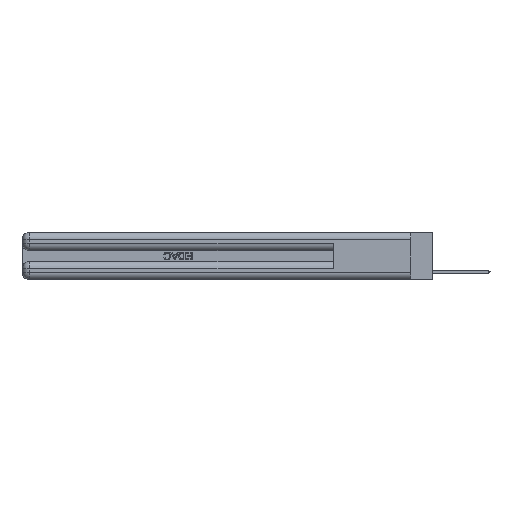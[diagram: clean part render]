
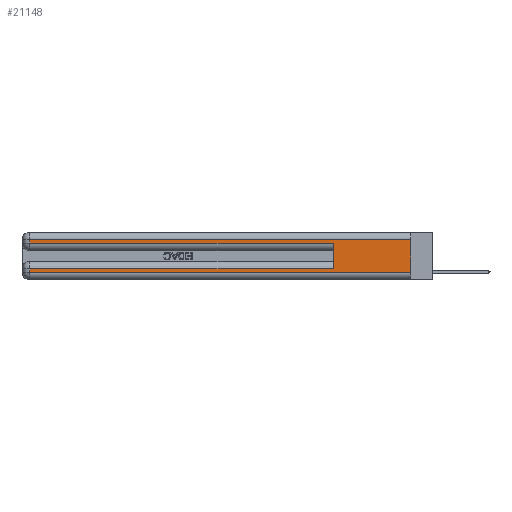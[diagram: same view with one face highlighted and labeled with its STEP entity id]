
A CAD part, left-side view. The second image highlights one B-rep face of the part: STEP entity #21148.
In plain terms, the highlighted planar face has unit normal (-1, 0, 0).
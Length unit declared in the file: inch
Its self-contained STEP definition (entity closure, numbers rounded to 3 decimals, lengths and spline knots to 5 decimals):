
#199 = DIRECTION ( 'NONE',  ( 0., -1., 0. ) ) ;
#645 = LINE ( 'NONE', #18750, #30063 ) ;
#704 = CARTESIAN_POINT ( 'NONE',  ( 0., 0., 0.06 ) ) ;
#2369 = VECTOR ( 'NONE', #26436, 39.37008 ) ;
#2405 = VECTOR ( 'NONE', #28399, 39.37008 ) ;
#3217 = CARTESIAN_POINT ( 'NONE',  ( 0., 0., 0.085 ) ) ;
#3512 = CARTESIAN_POINT ( 'NONE',  ( 0., 2.94, 0.31 ) ) ;
#3654 = DIRECTION ( 'NONE',  ( 0., -1., 0. ) ) ;
#4243 = CARTESIAN_POINT ( 'NONE',  ( 0., 0.6, 0.285 ) ) ;
#4608 = VERTEX_POINT ( 'NONE', #18502 ) ;
#5102 = LINE ( 'NONE', #3217, #23484 ) ;
#5775 = EDGE_CURVE ( 'NONE', #25354, #9451, #23998, .T. ) ;
#6067 = DIRECTION ( 'NONE',  ( 0., 1., 0. ) ) ;
#6582 = CARTESIAN_POINT ( 'NONE',  ( 0., 0., 0.06 ) ) ;
#7564 = DIRECTION ( 'NONE',  ( 0., 0., -1. ) ) ;
#7949 = CARTESIAN_POINT ( 'NONE',  ( 0., 2.94, 0.06 ) ) ;
#8286 = LINE ( 'NONE', #22888, #20570 ) ;
#8643 = CARTESIAN_POINT ( 'NONE',  ( 0., 2.94, 0.285 ) ) ;
#9325 = VERTEX_POINT ( 'NONE', #27997 ) ;
#9451 = VERTEX_POINT ( 'NONE', #704 ) ;
#9605 = ORIENTED_EDGE ( 'NONE', *, *, #24208, .T. ) ;
#9734 = LINE ( 'NONE', #20494, #22848 ) ;
#10075 = LINE ( 'NONE', #6582, #26821 ) ;
#11076 = ORIENTED_EDGE ( 'NONE', *, *, #32599, .F. ) ;
#11686 = EDGE_CURVE ( 'NONE', #25354, #12992, #645, .T. ) ;
#12572 = DIRECTION ( 'NONE',  ( 0., 0., -1. ) ) ;
#12992 = VERTEX_POINT ( 'NONE', #3512 ) ;
#13132 = CARTESIAN_POINT ( 'NONE',  ( 0., 0., 0.31 ) ) ;
#13295 = ORIENTED_EDGE ( 'NONE', *, *, #18353, .T. ) ;
#14818 = FACE_OUTER_BOUND ( 'NONE', #23325, .T. ) ;
#16315 = DIRECTION ( 'NONE',  ( 0., 1., 0. ) ) ;
#17731 = CARTESIAN_POINT ( 'NONE',  ( 0., 0., 0.37 ) ) ;
#18353 = EDGE_CURVE ( 'NONE', #9325, #22791, #29344, .T. ) ;
#18502 = CARTESIAN_POINT ( 'NONE',  ( 0., 0.6, 0.085 ) ) ;
#18658 = CARTESIAN_POINT ( 'NONE',  ( 0., 0., 0.37 ) ) ;
#18748 = ORIENTED_EDGE ( 'NONE', *, *, #5775, .F. ) ;
#18750 = CARTESIAN_POINT ( 'NONE',  ( 0., 0., 0.31 ) ) ;
#18883 = EDGE_CURVE ( 'NONE', #22791, #9451, #10075, .T. ) ;
#20494 = CARTESIAN_POINT ( 'NONE',  ( 0., 2.94, 0.37 ) ) ;
#20570 = VECTOR ( 'NONE', #25285, 39.37008 ) ;
#20648 = CARTESIAN_POINT ( 'NONE',  ( 0., 0., 0.285 ) ) ;
#21148 = ADVANCED_FACE ( 'NONE', ( #14818 ), #33050, .F. ) ;
#22639 = ORIENTED_EDGE ( 'NONE', *, *, #18883, .T. ) ;
#22791 = VERTEX_POINT ( 'NONE', #7949 ) ;
#22848 = VECTOR ( 'NONE', #7564, 39.37008 ) ;
#22888 = CARTESIAN_POINT ( 'NONE',  ( 0., 0.6, 0.145 ) ) ;
#23325 = EDGE_LOOP ( 'NONE', ( #18748, #30032, #30128, #28559, #11076, #9605, #13295, #22639 ) ) ;
#23344 = VERTEX_POINT ( 'NONE', #8643 ) ;
#23375 = CARTESIAN_POINT ( 'NONE',  ( 0., 2.94, 0.37 ) ) ;
#23484 = VECTOR ( 'NONE', #16315, 39.37008 ) ;
#23998 = LINE ( 'NONE', #18658, #2369 ) ;
#24208 = EDGE_CURVE ( 'NONE', #4608, #9325, #5102, .T. ) ;
#25285 = DIRECTION ( 'NONE',  ( 0., 0., 1. ) ) ;
#25354 = VERTEX_POINT ( 'NONE', #13132 ) ;
#25586 = EDGE_CURVE ( 'NONE', #23344, #28332, #29463, .T. ) ;
#25617 = DIRECTION ( 'NONE',  ( 1., 0., 0. ) ) ;
#26436 = DIRECTION ( 'NONE',  ( 0., 0., -1. ) ) ;
#26821 = VECTOR ( 'NONE', #3654, 39.37008 ) ;
#27426 = AXIS2_PLACEMENT_3D ( 'NONE', #17731, #25617, #12572 ) ;
#27997 = CARTESIAN_POINT ( 'NONE',  ( 0., 2.94, 0.085 ) ) ;
#28255 = EDGE_CURVE ( 'NONE', #12992, #23344, #9734, .T. ) ;
#28262 = VECTOR ( 'NONE', #199, 39.37008 ) ;
#28332 = VERTEX_POINT ( 'NONE', #4243 ) ;
#28399 = DIRECTION ( 'NONE',  ( 0., 0., -1. ) ) ;
#28559 = ORIENTED_EDGE ( 'NONE', *, *, #25586, .T. ) ;
#29344 = LINE ( 'NONE', #23375, #2405 ) ;
#29463 = LINE ( 'NONE', #20648, #28262 ) ;
#30032 = ORIENTED_EDGE ( 'NONE', *, *, #11686, .T. ) ;
#30063 = VECTOR ( 'NONE', #6067, 39.37008 ) ;
#30128 = ORIENTED_EDGE ( 'NONE', *, *, #28255, .T. ) ;
#32599 = EDGE_CURVE ( 'NONE', #4608, #28332, #8286, .T. ) ;
#33050 = PLANE ( 'NONE',  #27426 ) ;
